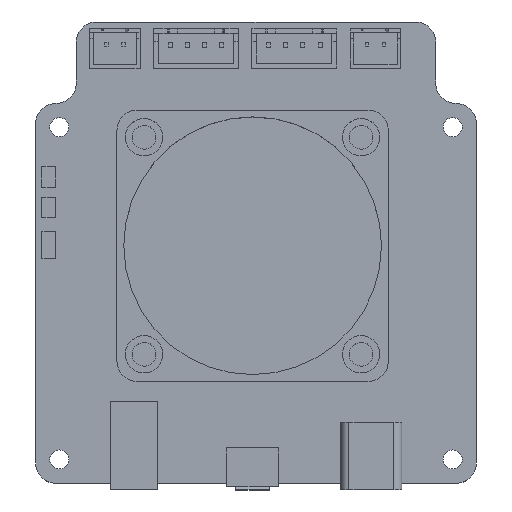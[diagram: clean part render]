
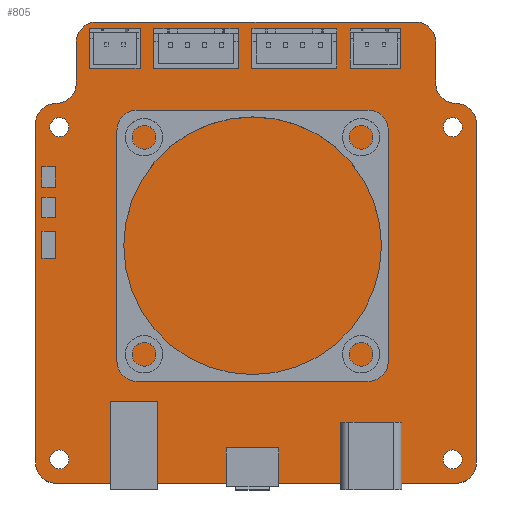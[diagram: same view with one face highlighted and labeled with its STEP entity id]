
A CAD part, top view. The second image highlights one B-rep face of the part: STEP entity #805.
In plain terms, the highlighted planar face has unit normal (0, 0, 1).
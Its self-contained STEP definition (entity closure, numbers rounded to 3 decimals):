
#112=CARTESIAN_POINT('',(-29.5,25.,1.6));
#113=DIRECTION('',(0.,0.,-1.));
#114=DIRECTION('',(1.,0.,0.));
#115=AXIS2_PLACEMENT_3D('',#112,#113,#114);
#125=CARTESIAN_POINT('',(-29.5,-31.,1.6));
#126=DIRECTION('',(0.,0.,1.));
#127=DIRECTION('',(-1.,0.,0.));
#128=AXIS2_PLACEMENT_3D('',#125,#126,#127);
#130=DIRECTION('',(0.,-1.,0.));
#131=VECTOR('',#130,50.);
#132=CARTESIAN_POINT('',(-32.5,19.,1.6));
#133=LINE('',#132,#131);
#134=CARTESIAN_POINT('',(-29.5,19.,1.6));
#135=DIRECTION('',(0.,0.,1.));
#136=DIRECTION('',(0.,1.,0.));
#137=AXIS2_PLACEMENT_3D('',#134,#135,#136);
#139=DIRECTION('',(0.,-1.,0.));
#140=VECTOR('',#139,6.);
#141=CARTESIAN_POINT('',(-26.5,31.,1.6));
#142=LINE('',#141,#140);
#143=CARTESIAN_POINT('',(-23.5,31.,1.6));
#144=DIRECTION('',(0.,0.,1.));
#145=DIRECTION('',(0.,1.,0.));
#146=AXIS2_PLACEMENT_3D('',#143,#144,#145);
#148=DIRECTION('',(-1.,0.,0.));
#149=VECTOR('',#148,47.);
#150=CARTESIAN_POINT('',(23.5,34.,1.6));
#151=LINE('',#150,#149);
#152=CARTESIAN_POINT('',(23.5,31.,1.6));
#153=DIRECTION('',(0.,0.,1.));
#154=DIRECTION('',(1.,0.,0.));
#155=AXIS2_PLACEMENT_3D('',#152,#153,#154);
#157=DIRECTION('',(0.,-1.,0.));
#158=VECTOR('',#157,6.);
#159=CARTESIAN_POINT('',(26.5,31.,1.6));
#160=LINE('',#159,#158);
#161=CARTESIAN_POINT('',(29.5,19.,1.6));
#162=DIRECTION('',(0.,0.,1.));
#163=DIRECTION('',(1.,0.,0.));
#164=AXIS2_PLACEMENT_3D('',#161,#162,#163);
#166=DIRECTION('',(0.,1.,0.));
#167=VECTOR('',#166,50.);
#168=CARTESIAN_POINT('',(32.5,-31.,1.6));
#169=LINE('',#168,#167);
#170=CARTESIAN_POINT('',(29.5,-31.,1.6));
#171=DIRECTION('',(0.,0.,1.));
#172=DIRECTION('',(0.,-1.,0.));
#173=AXIS2_PLACEMENT_3D('',#170,#171,#172);
#175=DIRECTION('',(1.,0.,0.));
#176=VECTOR('',#175,59.);
#177=CARTESIAN_POINT('',(-29.5,-34.,1.6));
#178=LINE('',#177,#176);
#179=DIRECTION('',(0.,-1.,0.));
#180=VECTOR('',#179,3.);
#181=CARTESIAN_POINT('',(-31.58,8.14,1.6));
#182=LINE('',#181,#180);
#183=DIRECTION('',(1.,0.,0.));
#184=VECTOR('',#183,2.);
#185=CARTESIAN_POINT('',(-31.58,5.14,1.6));
#186=LINE('',#185,#184);
#187=DIRECTION('',(0.,1.,0.));
#188=VECTOR('',#187,3.);
#189=CARTESIAN_POINT('',(-29.58,5.14,1.6));
#190=LINE('',#189,#188);
#191=DIRECTION('',(-1.,0.,0.));
#192=VECTOR('',#191,2.);
#193=CARTESIAN_POINT('',(-29.58,8.14,1.6));
#194=LINE('',#193,#192);
#195=DIRECTION('',(0.,-1.,0.));
#196=VECTOR('',#195,3.);
#197=CARTESIAN_POINT('',(-31.58,12.65,1.6));
#198=LINE('',#197,#196);
#199=DIRECTION('',(1.,0.,0.));
#200=VECTOR('',#199,2.);
#201=CARTESIAN_POINT('',(-31.58,9.65,1.6));
#202=LINE('',#201,#200);
#203=DIRECTION('',(0.,1.,0.));
#204=VECTOR('',#203,3.);
#205=CARTESIAN_POINT('',(-29.58,9.65,1.6));
#206=LINE('',#205,#204);
#207=DIRECTION('',(-1.,0.,0.));
#208=VECTOR('',#207,2.);
#209=CARTESIAN_POINT('',(-29.58,12.65,1.6));
#210=LINE('',#209,#208);
#211=DIRECTION('',(0.,-1.,0.));
#212=VECTOR('',#211,4.);
#213=CARTESIAN_POINT('',(-31.559,3.15,1.6));
#214=LINE('',#213,#212);
#215=DIRECTION('',(1.,0.,0.));
#216=VECTOR('',#215,2.);
#217=CARTESIAN_POINT('',(-31.559,-0.85,1.6));
#218=LINE('',#217,#216);
#219=DIRECTION('',(0.,1.,0.));
#220=VECTOR('',#219,4.);
#221=CARTESIAN_POINT('',(-29.559,-0.85,1.6));
#222=LINE('',#221,#220);
#223=DIRECTION('',(-1.,0.,0.));
#224=VECTOR('',#223,2.);
#225=CARTESIAN_POINT('',(-29.559,3.15,1.6));
#226=LINE('',#225,#224);
#227=CARTESIAN_POINT('',(-29.,-30.5,1.6));
#228=DIRECTION('',(0.,0.,1.));
#229=DIRECTION('',(1.,0.,0.));
#230=AXIS2_PLACEMENT_3D('',#227,#228,#229);
#232=CARTESIAN_POINT('',(-29.,-30.5,1.6));
#233=DIRECTION('',(0.,0.,1.));
#234=DIRECTION('',(-1.,0.,0.));
#235=AXIS2_PLACEMENT_3D('',#232,#233,#234);
#237=CARTESIAN_POINT('',(-29.,18.5,1.6));
#238=DIRECTION('',(0.,0.,1.));
#239=DIRECTION('',(1.,0.,0.));
#240=AXIS2_PLACEMENT_3D('',#237,#238,#239);
#242=CARTESIAN_POINT('',(-29.,18.5,1.6));
#243=DIRECTION('',(0.,0.,1.));
#244=DIRECTION('',(-1.,0.,0.));
#245=AXIS2_PLACEMENT_3D('',#242,#243,#244);
#247=CARTESIAN_POINT('',(29.,-30.5,1.6));
#248=DIRECTION('',(0.,0.,1.));
#249=DIRECTION('',(1.,0.,0.));
#250=AXIS2_PLACEMENT_3D('',#247,#248,#249);
#252=CARTESIAN_POINT('',(29.,-30.5,1.6));
#253=DIRECTION('',(0.,0.,1.));
#254=DIRECTION('',(-1.,0.,0.));
#255=AXIS2_PLACEMENT_3D('',#252,#253,#254);
#257=CARTESIAN_POINT('',(29.,18.5,1.6));
#258=DIRECTION('',(0.,0.,1.));
#259=DIRECTION('',(1.,0.,0.));
#260=AXIS2_PLACEMENT_3D('',#257,#258,#259);
#262=CARTESIAN_POINT('',(29.,18.5,1.6));
#263=DIRECTION('',(0.,0.,1.));
#264=DIRECTION('',(-1.,0.,0.));
#265=AXIS2_PLACEMENT_3D('',#262,#263,#264);
#287=CARTESIAN_POINT('',(29.5,25.,1.6));
#288=DIRECTION('',(0.,0.,-1.));
#289=DIRECTION('',(0.,-1.,0.));
#290=AXIS2_PLACEMENT_3D('',#287,#288,#289);
#445=CARTESIAN_POINT('',(-32.5,-31.,1.6));
#446=VERTEX_POINT('',#445);
#447=CARTESIAN_POINT('',(-29.5,-34.,1.6));
#448=VERTEX_POINT('',#447);
#453=CARTESIAN_POINT('',(29.5,-34.,1.6));
#454=VERTEX_POINT('',#453);
#455=CARTESIAN_POINT('',(32.5,-31.,1.6));
#456=VERTEX_POINT('',#455);
#461=CARTESIAN_POINT('',(-29.5,22.,1.6));
#462=CARTESIAN_POINT('',(-32.5,19.,1.6));
#463=VERTEX_POINT('',#461);
#464=VERTEX_POINT('',#462);
#465=CARTESIAN_POINT('',(-23.5,34.,1.6));
#466=CARTESIAN_POINT('',(-26.5,31.,1.6));
#467=VERTEX_POINT('',#465);
#468=VERTEX_POINT('',#466);
#477=CARTESIAN_POINT('',(26.5,31.,1.6));
#478=VERTEX_POINT('',#477);
#479=CARTESIAN_POINT('',(23.5,34.,1.6));
#480=VERTEX_POINT('',#479);
#481=CARTESIAN_POINT('',(32.5,19.,1.6));
#482=CARTESIAN_POINT('',(29.5,22.,1.6));
#483=VERTEX_POINT('',#481);
#484=VERTEX_POINT('',#482);
#489=CARTESIAN_POINT('',(-26.5,25.,1.6));
#491=VERTEX_POINT('',#489);
#493=CARTESIAN_POINT('',(26.5,25.,1.6));
#495=VERTEX_POINT('',#493);
#513=CARTESIAN_POINT('',(-31.58,8.14,1.6));
#514=CARTESIAN_POINT('',(-31.58,5.14,1.6));
#515=VERTEX_POINT('',#513);
#516=VERTEX_POINT('',#514);
#517=CARTESIAN_POINT('',(-29.58,5.14,1.6));
#518=VERTEX_POINT('',#517);
#519=CARTESIAN_POINT('',(-29.58,8.14,1.6));
#520=VERTEX_POINT('',#519);
#521=CARTESIAN_POINT('',(-31.58,12.65,1.6));
#522=CARTESIAN_POINT('',(-31.58,9.65,1.6));
#523=VERTEX_POINT('',#521);
#524=VERTEX_POINT('',#522);
#525=CARTESIAN_POINT('',(-29.58,9.65,1.6));
#526=VERTEX_POINT('',#525);
#527=CARTESIAN_POINT('',(-29.58,12.65,1.6));
#528=VERTEX_POINT('',#527);
#537=CARTESIAN_POINT('',(-31.559,3.15,1.6));
#538=CARTESIAN_POINT('',(-31.559,-0.85,1.6));
#539=VERTEX_POINT('',#537);
#540=VERTEX_POINT('',#538);
#541=CARTESIAN_POINT('',(-29.559,-0.85,1.6));
#542=VERTEX_POINT('',#541);
#543=CARTESIAN_POINT('',(-29.559,3.15,1.6));
#544=VERTEX_POINT('',#543);
#561=CARTESIAN_POINT('',(-27.6,-30.5,1.6));
#562=CARTESIAN_POINT('',(-30.4,-30.5,1.6));
#563=VERTEX_POINT('',#561);
#564=VERTEX_POINT('',#562);
#565=CARTESIAN_POINT('',(-27.6,18.5,1.6));
#566=CARTESIAN_POINT('',(-30.4,18.5,1.6));
#567=VERTEX_POINT('',#565);
#568=VERTEX_POINT('',#566);
#569=CARTESIAN_POINT('',(30.4,-30.5,1.6));
#570=CARTESIAN_POINT('',(27.6,-30.5,1.6));
#571=VERTEX_POINT('',#569);
#572=VERTEX_POINT('',#570);
#573=CARTESIAN_POINT('',(30.4,18.5,1.6));
#574=CARTESIAN_POINT('',(27.6,18.5,1.6));
#575=VERTEX_POINT('',#573);
#576=VERTEX_POINT('',#574);
#722=CARTESIAN_POINT('',(0.,0.,1.6));
#723=DIRECTION('',(0.,0.,1.));
#724=DIRECTION('',(1.,0.,0.));
#725=AXIS2_PLACEMENT_3D('',#722,#723,#724);
#726=PLANE('',#725);
#727=ORIENTED_EDGE('',*,*,#645,.F.);
#728=ORIENTED_EDGE('',*,*,#661,.F.);
#729=ORIENTED_EDGE('',*,*,#674,.F.);
#730=ORIENTED_EDGE('',*,*,#689,.F.);
#731=ORIENTED_EDGE('',*,*,#701,.F.);
#732=ORIENTED_EDGE('',*,*,#713,.F.);
#734=ORIENTED_EDGE('',*,*,#733,.F.);
#736=ORIENTED_EDGE('',*,*,#735,.F.);
#738=ORIENTED_EDGE('',*,*,#737,.T.);
#740=ORIENTED_EDGE('',*,*,#739,.F.);
#742=ORIENTED_EDGE('',*,*,#741,.F.);
#744=ORIENTED_EDGE('',*,*,#743,.F.);
#746=ORIENTED_EDGE('',*,*,#745,.F.);
#748=ORIENTED_EDGE('',*,*,#747,.F.);
#749=EDGE_LOOP('',(#727,#728,#729,#730,#731,#732,#734,#736,#738,#740,#742,#744,
#746,#748));
#750=FACE_OUTER_BOUND('',#749,.F.);
#752=ORIENTED_EDGE('',*,*,#751,.T.);
#754=ORIENTED_EDGE('',*,*,#753,.T.);
#756=ORIENTED_EDGE('',*,*,#755,.T.);
#758=ORIENTED_EDGE('',*,*,#757,.T.);
#759=EDGE_LOOP('',(#752,#754,#756,#758));
#760=FACE_BOUND('',#759,.F.);
#762=ORIENTED_EDGE('',*,*,#761,.T.);
#764=ORIENTED_EDGE('',*,*,#763,.T.);
#766=ORIENTED_EDGE('',*,*,#765,.T.);
#768=ORIENTED_EDGE('',*,*,#767,.T.);
#769=EDGE_LOOP('',(#762,#764,#766,#768));
#770=FACE_BOUND('',#769,.F.);
#772=ORIENTED_EDGE('',*,*,#771,.T.);
#774=ORIENTED_EDGE('',*,*,#773,.T.);
#776=ORIENTED_EDGE('',*,*,#775,.T.);
#778=ORIENTED_EDGE('',*,*,#777,.T.);
#779=EDGE_LOOP('',(#772,#774,#776,#778));
#780=FACE_BOUND('',#779,.F.);
#782=ORIENTED_EDGE('',*,*,#781,.T.);
#784=ORIENTED_EDGE('',*,*,#783,.T.);
#785=EDGE_LOOP('',(#782,#784));
#786=FACE_BOUND('',#785,.F.);
#788=ORIENTED_EDGE('',*,*,#787,.T.);
#790=ORIENTED_EDGE('',*,*,#789,.T.);
#791=EDGE_LOOP('',(#788,#790));
#792=FACE_BOUND('',#791,.F.);
#794=ORIENTED_EDGE('',*,*,#793,.T.);
#796=ORIENTED_EDGE('',*,*,#795,.T.);
#797=EDGE_LOOP('',(#794,#796));
#798=FACE_BOUND('',#797,.F.);
#800=ORIENTED_EDGE('',*,*,#799,.T.);
#802=ORIENTED_EDGE('',*,*,#801,.T.);
#803=EDGE_LOOP('',(#800,#802));
#804=FACE_BOUND('',#803,.F.);
#805=ADVANCED_FACE('',(#750,#760,#770,#780,#786,#792,#798,#804),#726,.T.);
#116=CIRCLE('',#115,3.);
#129=CIRCLE('',#128,3.);
#138=CIRCLE('',#137,3.);
#147=CIRCLE('',#146,3.);
#156=CIRCLE('',#155,3.);
#165=CIRCLE('',#164,3.);
#174=CIRCLE('',#173,3.);
#231=CIRCLE('',#230,1.4);
#236=CIRCLE('',#235,1.4);
#241=CIRCLE('',#240,1.4);
#246=CIRCLE('',#245,1.4);
#251=CIRCLE('',#250,1.4);
#256=CIRCLE('',#255,1.4);
#261=CIRCLE('',#260,1.4);
#266=CIRCLE('',#265,1.4);
#291=CIRCLE('',#290,3.);
#645=EDGE_CURVE('',#446,#448,#129,.T.);
#661=EDGE_CURVE('',#464,#446,#133,.T.);
#674=EDGE_CURVE('',#463,#464,#138,.T.);
#689=EDGE_CURVE('',#491,#463,#116,.T.);
#701=EDGE_CURVE('',#468,#491,#142,.T.);
#713=EDGE_CURVE('',#467,#468,#147,.T.);
#733=EDGE_CURVE('',#480,#467,#151,.T.);
#735=EDGE_CURVE('',#478,#480,#156,.T.);
#737=EDGE_CURVE('',#478,#495,#160,.T.);
#739=EDGE_CURVE('',#484,#495,#291,.T.);
#741=EDGE_CURVE('',#483,#484,#165,.T.);
#743=EDGE_CURVE('',#456,#483,#169,.T.);
#745=EDGE_CURVE('',#454,#456,#174,.T.);
#747=EDGE_CURVE('',#448,#454,#178,.T.);
#751=EDGE_CURVE('',#515,#516,#182,.T.);
#753=EDGE_CURVE('',#516,#518,#186,.T.);
#755=EDGE_CURVE('',#518,#520,#190,.T.);
#757=EDGE_CURVE('',#520,#515,#194,.T.);
#761=EDGE_CURVE('',#523,#524,#198,.T.);
#763=EDGE_CURVE('',#524,#526,#202,.T.);
#765=EDGE_CURVE('',#526,#528,#206,.T.);
#767=EDGE_CURVE('',#528,#523,#210,.T.);
#771=EDGE_CURVE('',#539,#540,#214,.T.);
#773=EDGE_CURVE('',#540,#542,#218,.T.);
#775=EDGE_CURVE('',#542,#544,#222,.T.);
#777=EDGE_CURVE('',#544,#539,#226,.T.);
#781=EDGE_CURVE('',#563,#564,#231,.T.);
#783=EDGE_CURVE('',#564,#563,#236,.T.);
#787=EDGE_CURVE('',#567,#568,#241,.T.);
#789=EDGE_CURVE('',#568,#567,#246,.T.);
#793=EDGE_CURVE('',#571,#572,#251,.T.);
#795=EDGE_CURVE('',#572,#571,#256,.T.);
#799=EDGE_CURVE('',#575,#576,#261,.T.);
#801=EDGE_CURVE('',#576,#575,#266,.T.);
